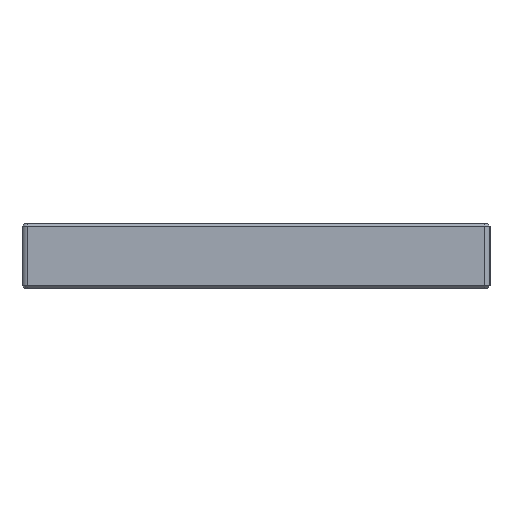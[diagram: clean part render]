
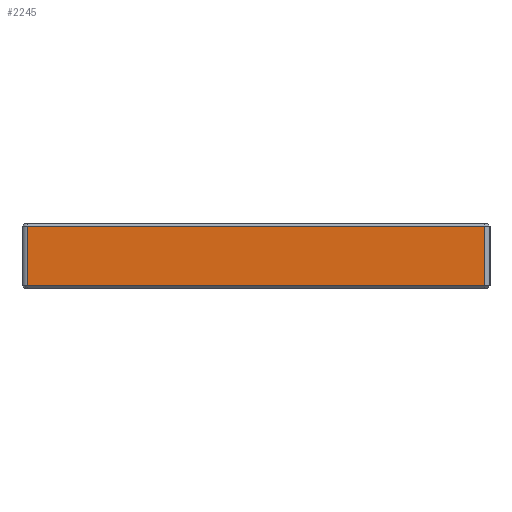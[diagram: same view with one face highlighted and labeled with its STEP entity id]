
A CAD part, left-side view. The second image highlights one B-rep face of the part: STEP entity #2245.
In plain terms, the highlighted planar face has unit normal (-1, 0, 0).
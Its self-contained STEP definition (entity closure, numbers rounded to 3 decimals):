
#103=PLANE('',#2422);
#196=FACE_OUTER_BOUND('',#339,.T.);
#339=EDGE_LOOP('',(#1719,#1720,#1721,#1722));
#512=LINE('',#3531,#726);
#526=LINE('',#3569,#740);
#527=LINE('',#3572,#741);
#528=LINE('',#3573,#742);
#726=VECTOR('',#2803,10.);
#740=VECTOR('',#2849,10.);
#741=VECTOR('',#2852,10.);
#742=VECTOR('',#2853,10.);
#1059=VERTEX_POINT('',#3528);
#1060=VERTEX_POINT('',#3530);
#1068=VERTEX_POINT('',#3567);
#1069=VERTEX_POINT('',#3571);
#1294=EDGE_CURVE('',#1060,#1059,#512,.T.);
#1314=EDGE_CURVE('',#1059,#1068,#526,.T.);
#1315=EDGE_CURVE('',#1068,#1069,#527,.T.);
#1316=EDGE_CURVE('',#1069,#1060,#528,.T.);
#1719=ORIENTED_EDGE('',*,*,#1294,.T.);
#1720=ORIENTED_EDGE('',*,*,#1314,.T.);
#1721=ORIENTED_EDGE('',*,*,#1315,.T.);
#1722=ORIENTED_EDGE('',*,*,#1316,.T.);
#2245=ADVANCED_FACE('',(#196),#103,.F.);
#2422=AXIS2_PLACEMENT_3D('',#3570,#2850,#2851);
#2803=DIRECTION('',(0.,-1.,0.));
#2849=DIRECTION('',(0.,0.,1.));
#2850=DIRECTION('center_axis',(1.,0.,0.));
#2851=DIRECTION('ref_axis',(0.,1.,0.));
#2852=DIRECTION('',(0.,1.,0.));
#2853=DIRECTION('',(0.,0.,-1.));
#3528=CARTESIAN_POINT('',(6.025,-88.225,-7.7));
#3530=CARTESIAN_POINT('',(6.025,-4.685,-7.7));
#3531=CARTESIAN_POINT('',(6.025,-67.465,-7.7));
#3567=CARTESIAN_POINT('',(6.025,-88.225,3.2));
#3569=CARTESIAN_POINT('',(6.025,-88.225,0.));
#3570=CARTESIAN_POINT('Origin',(6.025,-88.725,0.));
#3571=CARTESIAN_POINT('',(6.025,-4.685,3.2));
#3572=CARTESIAN_POINT('',(6.025,-67.465,3.2));
#3573=CARTESIAN_POINT('',(6.025,-4.685,0.));
